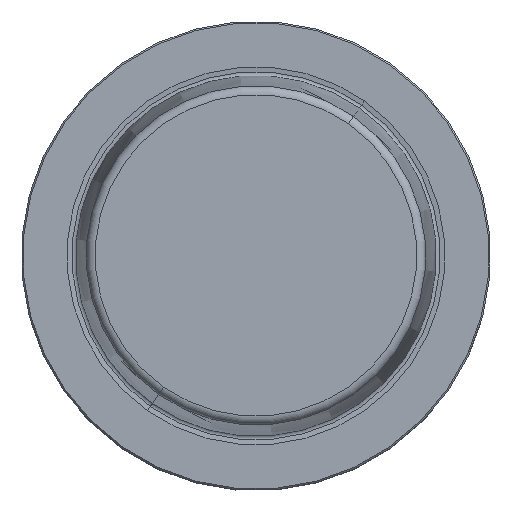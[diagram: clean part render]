
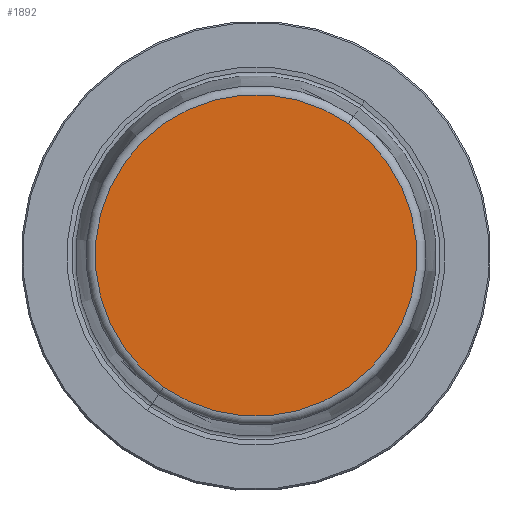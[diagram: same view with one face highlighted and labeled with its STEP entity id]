
A CAD part, top view. The second image highlights one B-rep face of the part: STEP entity #1892.
In plain terms, the highlighted planar face has unit normal (0, 0, 1).
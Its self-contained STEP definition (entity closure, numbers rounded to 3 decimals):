
#781=CARTESIAN_POINT('',(0.,0.,31.9));
#782=DIRECTION('',(0.,0.,1.));
#783=DIRECTION('',(0.574,0.819,0.));
#784=AXIS2_PLACEMENT_3D('',#781,#782,#783);
#789=CARTESIAN_POINT('',(0.,0.,31.9));
#790=DIRECTION('',(0.,0.,-1.));
#791=DIRECTION('',(0.574,0.819,0.));
#792=AXIS2_PLACEMENT_3D('',#789,#790,#791);
#1109=CARTESIAN_POINT('',(12.378,17.678,31.9));
#1110=VERTEX_POINT('',#1109);
#1181=CARTESIAN_POINT('',(-12.378,-17.678,31.9));
#1182=VERTEX_POINT('',#1181);
#1883=CARTESIAN_POINT('',(0.,0.,31.9));
#1884=DIRECTION('',(0.,0.,-1.));
#1885=DIRECTION('',(-0.574,-0.819,0.));
#1886=AXIS2_PLACEMENT_3D('',#1883,#1884,#1885);
#1887=PLANE('',#1886);
#1888=ORIENTED_EDGE('',*,*,#1876,.F.);
#1889=ORIENTED_EDGE('',*,*,#1865,.T.);
#1890=EDGE_LOOP('',(#1888,#1889));
#1891=FACE_OUTER_BOUND('',#1890,.F.);
#785=CIRCLE('',#784,21.581);
#793=CIRCLE('',#792,21.581);
#1865=EDGE_CURVE('',#1110,#1182,#793,.T.);
#1876=EDGE_CURVE('',#1110,#1182,#785,.T.);
#1892=ADVANCED_FACE('',(#1891),#1887,.F.);
